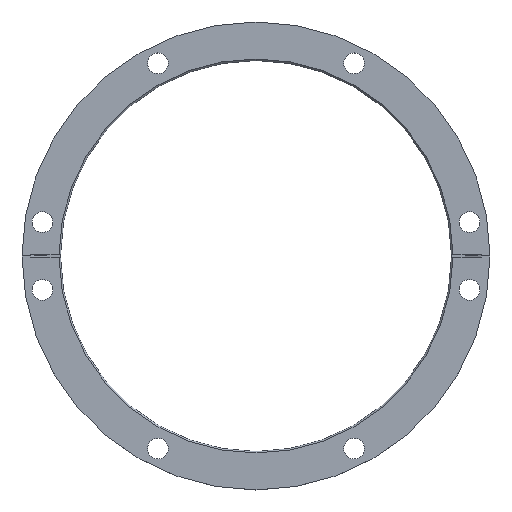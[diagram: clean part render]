
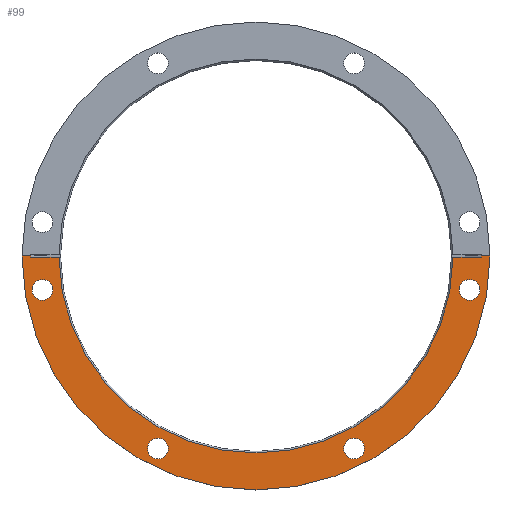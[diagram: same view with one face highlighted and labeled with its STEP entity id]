
A CAD part, top view. The second image highlights one B-rep face of the part: STEP entity #99.
In plain terms, the highlighted planar face has unit normal (0, 0, 1).
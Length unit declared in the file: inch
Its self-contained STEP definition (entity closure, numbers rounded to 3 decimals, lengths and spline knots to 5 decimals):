
#8 = VERTEX_POINT ( 'NONE', #1298 ) ;
#10 = CARTESIAN_POINT ( 'NONE',  ( 2.07133, -4.06522, 0. ) ) ;
#12 = DIRECTION ( 'NONE',  ( -1., 0., 0. ) ) ;
#29 = ORIENTED_EDGE ( 'NONE', *, *, #971, .F. ) ;
#46 = VERTEX_POINT ( 'NONE', #1041 ) ;
#48 = EDGE_CURVE ( 'NONE', #46, #602, #1323, .T. ) ;
#60 = ORIENTED_EDGE ( 'NONE', *, *, #1199, .T. ) ;
#84 = DIRECTION ( 'NONE',  ( 0., 0., -1. ) ) ;
#96 = VECTOR ( 'NONE', #1329, 39.37008 ) ;
#99 = ADVANCED_FACE ( 'NONE', ( #539, #558, #1437, #283, #678 ), #397, .F. ) ;
#107 = CARTESIAN_POINT ( 'NONE',  ( 4.15613, -0.03125, 0. ) ) ;
#183 = CARTESIAN_POINT ( 'NONE',  ( -4.50636, -0.7135, 0. ) ) ;
#186 = CIRCLE ( 'NONE', #1587, 0.21875 ) ;
#197 = CIRCLE ( 'NONE', #801, 0.21875 ) ;
#199 = DIRECTION ( 'NONE',  ( 0., 0., -1. ) ) ;
#211 = ORIENTED_EDGE ( 'NONE', *, *, #1381, .F. ) ;
#264 = AXIS2_PLACEMENT_3D ( 'NONE', #734, #1249, #1116 ) ;
#265 = DIRECTION ( 'NONE',  ( 1., 0., 0. ) ) ;
#283 = FACE_BOUND ( 'NONE', #1037, .T. ) ;
#312 = CIRCLE ( 'NONE', #450, 0.21875 ) ;
#321 = AXIS2_PLACEMENT_3D ( 'NONE', #324, #1634, #844 ) ;
#324 = CARTESIAN_POINT ( 'NONE',  ( 4.50636, -0.7135, 0. ) ) ;
#333 = DIRECTION ( 'NONE',  ( 1., 0., 0. ) ) ;
#348 = CIRCLE ( 'NONE', #321, 0.21875 ) ;
#352 = DIRECTION ( 'NONE',  ( 0., 0., -1. ) ) ;
#355 = CARTESIAN_POINT ( 'NONE',  ( 2.07133, -4.06522, 0. ) ) ;
#356 = VERTEX_POINT ( 'NONE', #375 ) ;
#364 = VERTEX_POINT ( 'NONE', #887 ) ;
#373 = CARTESIAN_POINT ( 'NONE',  ( 4.50636, -0.7135, 0. ) ) ;
#375 = CARTESIAN_POINT ( 'NONE',  ( -4.15613, -0.03125, 0. ) ) ;
#387 = EDGE_CURVE ( 'NONE', #1221, #917, #197, .T. ) ;
#395 = CARTESIAN_POINT ( 'NONE',  ( -2.07133, -4.06522, 0. ) ) ;
#397 = PLANE ( 'NONE',  #1566 ) ;
#401 = ORIENTED_EDGE ( 'NONE', *, *, #1342, .F. ) ;
#414 = CARTESIAN_POINT ( 'NONE',  ( 0., 0., 0. ) ) ;
#421 = VERTEX_POINT ( 'NONE', #107 ) ;
#437 = VECTOR ( 'NONE', #333, 39.37008 ) ;
#450 = AXIS2_PLACEMENT_3D ( 'NONE', #10, #536, #1070 ) ;
#459 = ORIENTED_EDGE ( 'NONE', *, *, #1382, .T. ) ;
#466 = LINE ( 'NONE', #567, #1438 ) ;
#510 = CIRCLE ( 'NONE', #725, 0.21875 ) ;
#518 = VERTEX_POINT ( 'NONE', #828 ) ;
#519 = DIRECTION ( 'NONE',  ( 0., 0., -1. ) ) ;
#536 = DIRECTION ( 'NONE',  ( 0., 0., -1. ) ) ;
#539 = FACE_BOUND ( 'NONE', #565, .T. ) ;
#546 = CARTESIAN_POINT ( 'NONE',  ( -4.75, -0.03125, 0. ) ) ;
#552 = EDGE_CURVE ( 'NONE', #421, #8, #1057, .T. ) ;
#558 = FACE_BOUND ( 'NONE', #629, .T. ) ;
#565 = EDGE_LOOP ( 'NONE', ( #943, #1631 ) ) ;
#567 = CARTESIAN_POINT ( 'NONE',  ( -4.125, 0., 0. ) ) ;
#602 = VERTEX_POINT ( 'NONE', #668 ) ;
#604 = CARTESIAN_POINT ( 'NONE',  ( -2.29008, -4.06522, 0. ) ) ;
#625 = CARTESIAN_POINT ( 'NONE',  ( -4.50636, -0.7135, 0. ) ) ;
#629 = EDGE_LOOP ( 'NONE', ( #1693, #1434 ) ) ;
#651 = AXIS2_PLACEMENT_3D ( 'NONE', #414, #928, #1508 ) ;
#668 = CARTESIAN_POINT ( 'NONE',  ( -4.75, 0., 0. ) ) ;
#670 = VERTEX_POINT ( 'NONE', #604 ) ;
#678 = FACE_OUTER_BOUND ( 'NONE', #1569, .T. ) ;
#704 = DIRECTION ( 'NONE',  ( 1., 0., 0. ) ) ;
#708 = VERTEX_POINT ( 'NONE', #772 ) ;
#711 = LINE ( 'NONE', #1499, #437 ) ;
#725 = AXIS2_PLACEMENT_3D ( 'NONE', #1535, #1152, #1645 ) ;
#729 = AXIS2_PLACEMENT_3D ( 'NONE', #373, #352, #875 ) ;
#731 = VERTEX_POINT ( 'NONE', #1512 ) ;
#734 = CARTESIAN_POINT ( 'NONE',  ( 0., 0., 0. ) ) ;
#748 = EDGE_CURVE ( 'NONE', #364, #670, #510, .T. ) ;
#757 = DIRECTION ( 'NONE',  ( 0., 1., 0. ) ) ;
#764 = VERTEX_POINT ( 'NONE', #1415 ) ;
#771 = LINE ( 'NONE', #1425, #1468 ) ;
#772 = CARTESIAN_POINT ( 'NONE',  ( 4.72511, -0.7135, 0. ) ) ;
#801 = AXIS2_PLACEMENT_3D ( 'NONE', #625, #1670, #1006 ) ;
#806 = CARTESIAN_POINT ( 'NONE',  ( 4.75, -0.03125, 0. ) ) ;
#809 = CARTESIAN_POINT ( 'NONE',  ( -4.72511, -0.7135, 0. ) ) ;
#811 = VECTOR ( 'NONE', #757, 39.37008 ) ;
#828 = CARTESIAN_POINT ( 'NONE',  ( 2.29008, -4.06522, 0. ) ) ;
#836 = AXIS2_PLACEMENT_3D ( 'NONE', #395, #519, #1435 ) ;
#844 = DIRECTION ( 'NONE',  ( 1., 0., 0. ) ) ;
#851 = ORIENTED_EDGE ( 'NONE', *, *, #1016, .T. ) ;
#864 = DIRECTION ( 'NONE',  ( 1., 0., 0. ) ) ;
#866 = DIRECTION ( 'NONE',  ( 0., 1., 0. ) ) ;
#870 = CARTESIAN_POINT ( 'NONE',  ( 4.75, 0., 0. ) ) ;
#875 = DIRECTION ( 'NONE',  ( 1., 0., 0. ) ) ;
#887 = CARTESIAN_POINT ( 'NONE',  ( -1.85258, -4.06522, 0. ) ) ;
#917 = VERTEX_POINT ( 'NONE', #809 ) ;
#921 = CIRCLE ( 'NONE', #651, 4.15625 ) ;
#928 = DIRECTION ( 'NONE',  ( 0., 0., 1. ) ) ;
#943 = ORIENTED_EDGE ( 'NONE', *, *, #1300, .T. ) ;
#962 = CARTESIAN_POINT ( 'NONE',  ( 1.85258, -4.06522, 0. ) ) ;
#966 = AXIS2_PLACEMENT_3D ( 'NONE', #183, #199, #704 ) ;
#971 = EDGE_CURVE ( 'NONE', #1355, #764, #466, .T. ) ;
#990 = CIRCLE ( 'NONE', #264, 4.9375 ) ;
#1006 = DIRECTION ( 'NONE',  ( 1., 0., 0. ) ) ;
#1016 = EDGE_CURVE ( 'NONE', #1272, #602, #1284, .T. ) ;
#1037 = EDGE_LOOP ( 'NONE', ( #459, #1429 ) ) ;
#1041 = CARTESIAN_POINT ( 'NONE',  ( -4.9375, 0., 0. ) ) ;
#1057 = LINE ( 'NONE', #806, #96 ) ;
#1070 = DIRECTION ( 'NONE',  ( 1., 0., 0. ) ) ;
#1073 = CARTESIAN_POINT ( 'NONE',  ( -4.125, 0., 0. ) ) ;
#1108 = ORIENTED_EDGE ( 'NONE', *, *, #552, .F. ) ;
#1114 = ORIENTED_EDGE ( 'NONE', *, *, #387, .T. ) ;
#1116 = DIRECTION ( 'NONE',  ( 1., 0., 0. ) ) ;
#1122 = EDGE_CURVE ( 'NONE', #8, #1355, #771, .T. ) ;
#1152 = DIRECTION ( 'NONE',  ( 0., 0., -1. ) ) ;
#1195 = CARTESIAN_POINT ( 'NONE',  ( -4.125, 0., 0. ) ) ;
#1196 = VERTEX_POINT ( 'NONE', #962 ) ;
#1199 = EDGE_CURVE ( 'NONE', #917, #1221, #1491, .T. ) ;
#1216 = EDGE_CURVE ( 'NONE', #46, #764, #990, .T. ) ;
#1221 = VERTEX_POINT ( 'NONE', #1226 ) ;
#1226 = CARTESIAN_POINT ( 'NONE',  ( -4.28761, -0.7135, 0. ) ) ;
#1249 = DIRECTION ( 'NONE',  ( 0., 0., 1. ) ) ;
#1253 = DIRECTION ( 'NONE',  ( 1., 0., 0. ) ) ;
#1265 = EDGE_CURVE ( 'NONE', #670, #364, #1358, .T. ) ;
#1272 = VERTEX_POINT ( 'NONE', #546 ) ;
#1284 = LINE ( 'NONE', #1551, #811 ) ;
#1298 = CARTESIAN_POINT ( 'NONE',  ( 4.75, -0.03125, 0. ) ) ;
#1300 = EDGE_CURVE ( 'NONE', #518, #1196, #312, .T. ) ;
#1323 = LINE ( 'NONE', #1195, #1639 ) ;
#1329 = DIRECTION ( 'NONE',  ( 1., 0., 0. ) ) ;
#1342 = EDGE_CURVE ( 'NONE', #356, #421, #921, .T. ) ;
#1343 = EDGE_CURVE ( 'NONE', #1196, #518, #186, .T. ) ;
#1355 = VERTEX_POINT ( 'NONE', #870 ) ;
#1358 = CIRCLE ( 'NONE', #836, 0.21875 ) ;
#1362 = CIRCLE ( 'NONE', #729, 0.21875 ) ;
#1381 = EDGE_CURVE ( 'NONE', #1272, #356, #711, .T. ) ;
#1382 = EDGE_CURVE ( 'NONE', #708, #731, #348, .T. ) ;
#1398 = EDGE_LOOP ( 'NONE', ( #1114, #60 ) ) ;
#1415 = CARTESIAN_POINT ( 'NONE',  ( 4.9375, 0., 0. ) ) ;
#1425 = CARTESIAN_POINT ( 'NONE',  ( 4.75, -0.03125, 0. ) ) ;
#1429 = ORIENTED_EDGE ( 'NONE', *, *, #1565, .T. ) ;
#1434 = ORIENTED_EDGE ( 'NONE', *, *, #1265, .T. ) ;
#1435 = DIRECTION ( 'NONE',  ( 1., 0., 0. ) ) ;
#1437 = FACE_BOUND ( 'NONE', #1398, .T. ) ;
#1438 = VECTOR ( 'NONE', #864, 39.37008 ) ;
#1468 = VECTOR ( 'NONE', #866, 39.37008 ) ;
#1491 = CIRCLE ( 'NONE', #966, 0.21875 ) ;
#1499 = CARTESIAN_POINT ( 'NONE',  ( 4.75, -0.03125, 0. ) ) ;
#1508 = DIRECTION ( 'NONE',  ( 1., 0., 0. ) ) ;
#1512 = CARTESIAN_POINT ( 'NONE',  ( 4.28761, -0.7135, 0. ) ) ;
#1518 = ORIENTED_EDGE ( 'NONE', *, *, #1216, .T. ) ;
#1535 = CARTESIAN_POINT ( 'NONE',  ( -2.07133, -4.06522, 0. ) ) ;
#1539 = ORIENTED_EDGE ( 'NONE', *, *, #1122, .F. ) ;
#1551 = CARTESIAN_POINT ( 'NONE',  ( -4.75, -0.03125, 0. ) ) ;
#1565 = EDGE_CURVE ( 'NONE', #731, #708, #1362, .T. ) ;
#1566 = AXIS2_PLACEMENT_3D ( 'NONE', #1073, #1609, #12 ) ;
#1569 = EDGE_LOOP ( 'NONE', ( #1615, #1518, #29, #1539, #1108, #401, #211, #851 ) ) ;
#1587 = AXIS2_PLACEMENT_3D ( 'NONE', #355, #84, #1253 ) ;
#1609 = DIRECTION ( 'NONE',  ( 0., 0., -1. ) ) ;
#1615 = ORIENTED_EDGE ( 'NONE', *, *, #48, .F. ) ;
#1631 = ORIENTED_EDGE ( 'NONE', *, *, #1343, .T. ) ;
#1634 = DIRECTION ( 'NONE',  ( 0., 0., -1. ) ) ;
#1639 = VECTOR ( 'NONE', #265, 39.37008 ) ;
#1645 = DIRECTION ( 'NONE',  ( 1., 0., 0. ) ) ;
#1670 = DIRECTION ( 'NONE',  ( 0., 0., -1. ) ) ;
#1693 = ORIENTED_EDGE ( 'NONE', *, *, #748, .T. ) ;
